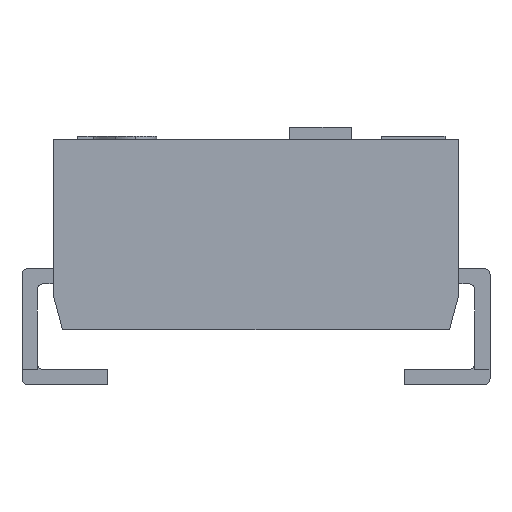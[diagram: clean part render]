
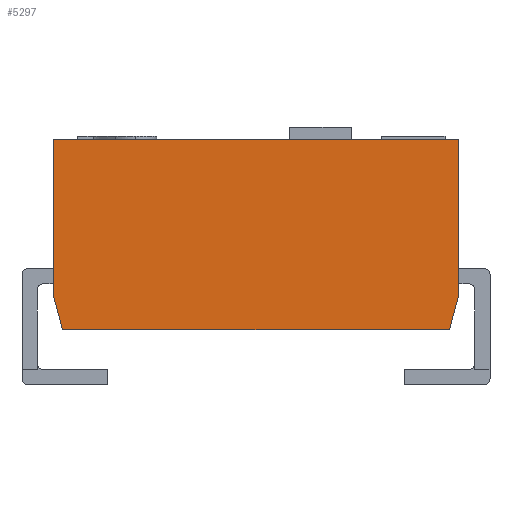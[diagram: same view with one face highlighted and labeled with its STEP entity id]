
A CAD part, front view. The second image highlights one B-rep face of the part: STEP entity #5297.
In plain terms, the highlighted planar face has unit normal (0, -1, 0).
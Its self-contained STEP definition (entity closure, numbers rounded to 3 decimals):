
#59 = PLANE('',#60);
#60 = AXIS2_PLACEMENT_3D('',#61,#62,#63);
#61 = CARTESIAN_POINT('',(3.3,2.54,4.));
#62 = DIRECTION('',(0.,0.,1.));
#63 = DIRECTION('',(-1.,0.,0.));
#508 = VERTEX_POINT('',#509);
#509 = CARTESIAN_POINT('',(-3.3,-2.54,4.));
#525 = PLANE('',#526);
#526 = AXIS2_PLACEMENT_3D('',#527,#528,#529);
#527 = CARTESIAN_POINT('',(-3.3,2.54,0.9));
#528 = DIRECTION('',(1.,0.,0.));
#529 = DIRECTION('',(0.,1.,0.));
#537 = EDGE_CURVE('',#538,#508,#540,.T.);
#538 = VERTEX_POINT('',#539);
#539 = CARTESIAN_POINT('',(3.3,-2.54,4.));
#540 = SURFACE_CURVE('',#541,(#545,#552),.PCURVE_S1.);
#541 = LINE('',#542,#543);
#542 = CARTESIAN_POINT('',(3.3,-2.54,4.));
#543 = VECTOR('',#544,1.);
#544 = DIRECTION('',(-1.,0.,0.));
#545 = PCURVE('',#59,#546);
#546 = DEFINITIONAL_REPRESENTATION('',(#547),#551);
#547 = LINE('',#548,#549);
#548 = CARTESIAN_POINT('',(0.,5.08));
#549 = VECTOR('',#550,1.);
#550 = DIRECTION('',(1.,0.));
#551 = ( GEOMETRIC_REPRESENTATION_CONTEXT(2) 
PARAMETRIC_REPRESENTATION_CONTEXT() REPRESENTATION_CONTEXT('2D SPACE',''
  ) );
#552 = PCURVE('',#553,#558);
#553 = PLANE('',#554);
#554 = AXIS2_PLACEMENT_3D('',#555,#556,#557);
#555 = CARTESIAN_POINT('',(3.3,-2.54,4.));
#556 = DIRECTION('',(0.,-1.,0.));
#557 = DIRECTION('',(1.,0.,0.));
#558 = DEFINITIONAL_REPRESENTATION('',(#559),#563);
#559 = LINE('',#560,#561);
#560 = CARTESIAN_POINT('',(0.,0.));
#561 = VECTOR('',#562,1.);
#562 = DIRECTION('',(-1.,0.));
#563 = ( GEOMETRIC_REPRESENTATION_CONTEXT(2) 
PARAMETRIC_REPRESENTATION_CONTEXT() REPRESENTATION_CONTEXT('2D SPACE',''
  ) );
#581 = PLANE('',#582);
#582 = AXIS2_PLACEMENT_3D('',#583,#584,#585);
#583 = CARTESIAN_POINT('',(3.3,2.54,0.9));
#584 = DIRECTION('',(1.,0.,0.));
#585 = DIRECTION('',(0.,1.,0.));
#3771 = EDGE_CURVE('',#3772,#538,#3774,.T.);
#3772 = VERTEX_POINT('',#3773);
#3773 = CARTESIAN_POINT('',(3.3,-2.54,1.46));
#3774 = SURFACE_CURVE('',#3775,(#3779,#3786),.PCURVE_S1.);
#3775 = LINE('',#3776,#3777);
#3776 = CARTESIAN_POINT('',(3.3,-2.54,4.));
#3777 = VECTOR('',#3778,1.);
#3778 = DIRECTION('',(0.,0.,1.));
#3779 = PCURVE('',#581,#3780);
#3780 = DEFINITIONAL_REPRESENTATION('',(#3781),#3785);
#3781 = LINE('',#3782,#3783);
#3782 = CARTESIAN_POINT('',(-5.08,3.1));
#3783 = VECTOR('',#3784,1.);
#3784 = DIRECTION('',(0.,1.));
#3785 = ( GEOMETRIC_REPRESENTATION_CONTEXT(2) 
PARAMETRIC_REPRESENTATION_CONTEXT() REPRESENTATION_CONTEXT('2D SPACE',''
  ) );
#3786 = PCURVE('',#553,#3787);
#3787 = DEFINITIONAL_REPRESENTATION('',(#3788),#3792);
#3788 = LINE('',#3789,#3790);
#3789 = CARTESIAN_POINT('',(0.,0.));
#3790 = VECTOR('',#3791,1.);
#3791 = DIRECTION('',(0.,1.));
#3792 = ( GEOMETRIC_REPRESENTATION_CONTEXT(2) 
PARAMETRIC_REPRESENTATION_CONTEXT() REPRESENTATION_CONTEXT('2D SPACE',''
  ) );
#3810 = PLANE('',#3811);
#3811 = AXIS2_PLACEMENT_3D('',#3812,#3813,#3814);
#3812 = CARTESIAN_POINT('',(3.15,-2.54,0.9));
#3813 = DIRECTION('',(-0.966,0.,0.259)
  );
#3814 = DIRECTION('',(-0.259,0.,-0.966
    ));
#4986 = VERTEX_POINT('',#4987);
#4987 = CARTESIAN_POINT('',(-3.3,-2.54,1.46));
#5001 = PLANE('',#5002);
#5002 = AXIS2_PLACEMENT_3D('',#5003,#5004,#5005);
#5003 = CARTESIAN_POINT('',(-3.3,2.54,1.46));
#5004 = DIRECTION('',(-0.966,0.,-0.259
    ));
#5005 = DIRECTION('',(0.259,0.,-0.966
    ));
#5013 = EDGE_CURVE('',#4986,#508,#5014,.T.);
#5014 = SURFACE_CURVE('',#5015,(#5019,#5026),.PCURVE_S1.);
#5015 = LINE('',#5016,#5017);
#5016 = CARTESIAN_POINT('',(-3.3,-2.54,4.));
#5017 = VECTOR('',#5018,1.);
#5018 = DIRECTION('',(0.,0.,1.));
#5019 = PCURVE('',#525,#5020);
#5020 = DEFINITIONAL_REPRESENTATION('',(#5021),#5025);
#5021 = LINE('',#5022,#5023);
#5022 = CARTESIAN_POINT('',(-5.08,3.1));
#5023 = VECTOR('',#5024,1.);
#5024 = DIRECTION('',(0.,1.));
#5025 = ( GEOMETRIC_REPRESENTATION_CONTEXT(2) 
PARAMETRIC_REPRESENTATION_CONTEXT() REPRESENTATION_CONTEXT('2D SPACE',''
  ) );
#5026 = PCURVE('',#553,#5027);
#5027 = DEFINITIONAL_REPRESENTATION('',(#5028),#5032);
#5028 = LINE('',#5029,#5030);
#5029 = CARTESIAN_POINT('',(-6.6,0.));
#5030 = VECTOR('',#5031,1.);
#5031 = DIRECTION('',(0.,1.));
#5032 = ( GEOMETRIC_REPRESENTATION_CONTEXT(2) 
PARAMETRIC_REPRESENTATION_CONTEXT() REPRESENTATION_CONTEXT('2D SPACE',''
  ) );
#5163 = PLANE('',#5164);
#5164 = AXIS2_PLACEMENT_3D('',#5165,#5166,#5167);
#5165 = CARTESIAN_POINT('',(3.3,-2.54,0.9));
#5166 = DIRECTION('',(0.,0.,-1.));
#5167 = DIRECTION('',(0.,-1.,0.));
#5183 = VERTEX_POINT('',#5184);
#5184 = CARTESIAN_POINT('',(3.15,-2.54,0.9));
#5205 = EDGE_CURVE('',#5183,#5206,#5208,.T.);
#5206 = VERTEX_POINT('',#5207);
#5207 = CARTESIAN_POINT('',(-3.15,-2.54,0.9));
#5208 = SURFACE_CURVE('',#5209,(#5213,#5220),.PCURVE_S1.);
#5209 = LINE('',#5210,#5211);
#5210 = CARTESIAN_POINT('',(3.3,-2.54,0.9));
#5211 = VECTOR('',#5212,1.);
#5212 = DIRECTION('',(-1.,0.,0.));
#5213 = PCURVE('',#5163,#5214);
#5214 = DEFINITIONAL_REPRESENTATION('',(#5215),#5219);
#5215 = LINE('',#5216,#5217);
#5216 = CARTESIAN_POINT('',(0.,0.));
#5217 = VECTOR('',#5218,1.);
#5218 = DIRECTION('',(0.,1.));
#5219 = ( GEOMETRIC_REPRESENTATION_CONTEXT(2) 
PARAMETRIC_REPRESENTATION_CONTEXT() REPRESENTATION_CONTEXT('2D SPACE',''
  ) );
#5220 = PCURVE('',#553,#5221);
#5221 = DEFINITIONAL_REPRESENTATION('',(#5222),#5226);
#5222 = LINE('',#5223,#5224);
#5223 = CARTESIAN_POINT('',(-0.,-3.1));
#5224 = VECTOR('',#5225,1.);
#5225 = DIRECTION('',(-1.,0.));
#5226 = ( GEOMETRIC_REPRESENTATION_CONTEXT(2) 
PARAMETRIC_REPRESENTATION_CONTEXT() REPRESENTATION_CONTEXT('2D SPACE',''
  ) );
#5297 = ADVANCED_FACE('',(#5298),#553,.T.);
#5298 = FACE_BOUND('',#5299,.T.);
#5299 = EDGE_LOOP('',(#5300,#5301,#5322,#5323,#5324,#5325));
#5300 = ORIENTED_EDGE('',*,*,#5205,.F.);
#5301 = ORIENTED_EDGE('',*,*,#5302,.T.);
#5302 = EDGE_CURVE('',#5183,#3772,#5303,.T.);
#5303 = SURFACE_CURVE('',#5304,(#5308,#5315),.PCURVE_S1.);
#5304 = LINE('',#5305,#5306);
#5305 = CARTESIAN_POINT('',(3.935,-2.54,3.83));
#5306 = VECTOR('',#5307,1.);
#5307 = DIRECTION('',(0.259,0.,0.966)
  );
#5308 = PCURVE('',#553,#5309);
#5309 = DEFINITIONAL_REPRESENTATION('',(#5310),#5314);
#5310 = LINE('',#5311,#5312);
#5311 = CARTESIAN_POINT('',(0.635,-0.17));
#5312 = VECTOR('',#5313,1.);
#5313 = DIRECTION('',(0.259,0.966));
#5314 = ( GEOMETRIC_REPRESENTATION_CONTEXT(2) 
PARAMETRIC_REPRESENTATION_CONTEXT() REPRESENTATION_CONTEXT('2D SPACE',''
  ) );
#5315 = PCURVE('',#3810,#5316);
#5316 = DEFINITIONAL_REPRESENTATION('',(#5317),#5321);
#5317 = LINE('',#5318,#5319);
#5318 = CARTESIAN_POINT('',(-3.033,0.));
#5319 = VECTOR('',#5320,1.);
#5320 = DIRECTION('',(-1.,0.));
#5321 = ( GEOMETRIC_REPRESENTATION_CONTEXT(2) 
PARAMETRIC_REPRESENTATION_CONTEXT() REPRESENTATION_CONTEXT('2D SPACE',''
  ) );
#5322 = ORIENTED_EDGE('',*,*,#3771,.T.);
#5323 = ORIENTED_EDGE('',*,*,#537,.T.);
#5324 = ORIENTED_EDGE('',*,*,#5013,.F.);
#5325 = ORIENTED_EDGE('',*,*,#5326,.T.);
#5326 = EDGE_CURVE('',#4986,#5206,#5327,.T.);
#5327 = SURFACE_CURVE('',#5328,(#5332,#5339),.PCURVE_S1.);
#5328 = LINE('',#5329,#5330);
#5329 = CARTESIAN_POINT('',(-3.493,-2.54,2.18));
#5330 = VECTOR('',#5331,1.);
#5331 = DIRECTION('',(0.259,0.,-0.966
    ));
#5332 = PCURVE('',#553,#5333);
#5333 = DEFINITIONAL_REPRESENTATION('',(#5334),#5338);
#5334 = LINE('',#5335,#5336);
#5335 = CARTESIAN_POINT('',(-6.793,-1.82));
#5336 = VECTOR('',#5337,1.);
#5337 = DIRECTION('',(0.259,-0.966));
#5338 = ( GEOMETRIC_REPRESENTATION_CONTEXT(2) 
PARAMETRIC_REPRESENTATION_CONTEXT() REPRESENTATION_CONTEXT('2D SPACE',''
  ) );
#5339 = PCURVE('',#5001,#5340);
#5340 = DEFINITIONAL_REPRESENTATION('',(#5341),#5345);
#5341 = LINE('',#5342,#5343);
#5342 = CARTESIAN_POINT('',(-0.745,5.08));
#5343 = VECTOR('',#5344,1.);
#5344 = DIRECTION('',(1.,0.));
#5345 = ( GEOMETRIC_REPRESENTATION_CONTEXT(2) 
PARAMETRIC_REPRESENTATION_CONTEXT() REPRESENTATION_CONTEXT('2D SPACE',''
  ) );
